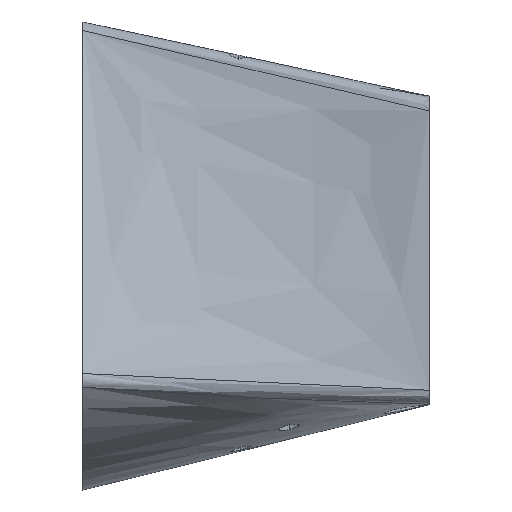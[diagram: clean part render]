
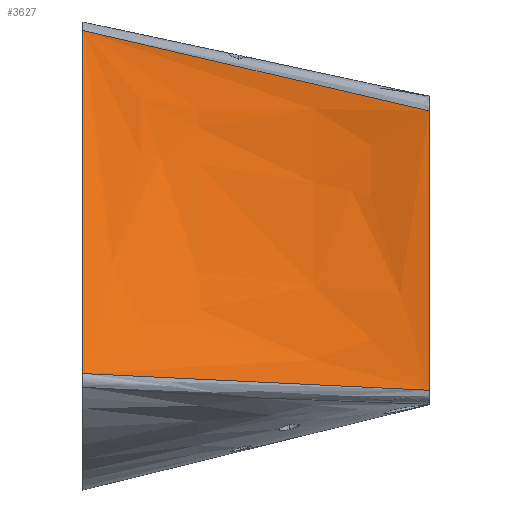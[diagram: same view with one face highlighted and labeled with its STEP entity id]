
A CAD part, top view. The second image highlights one B-rep face of the part: STEP entity #3627.
In plain terms, the highlighted free-form (B-spline) face has degree [3, 3] with [4, 4] control points.
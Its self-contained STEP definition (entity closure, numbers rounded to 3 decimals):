
#29 = CARTESIAN_POINT ( 'NONE',  ( 30., 40.355, 26.481 ) ) ;
#85 = CARTESIAN_POINT ( 'NONE',  ( 30., 0.014, 26.481 ) ) ;
#159 = CARTESIAN_POINT ( 'NONE',  ( 13.333, 30.412, 24.991 ) ) ;
#635 = CARTESIAN_POINT ( 'NONE',  ( -20., 35.903, 22.011 ) ) ;
#645 = CARTESIAN_POINT ( 'NONE',  ( -20., 2.412, 38.549 ) ) ;
#742 = VERTEX_POINT ( 'NONE', #4510 ) ;
#958 = B_SPLINE_SURFACE_WITH_KNOTS ( 'NONE', 3, 3, ( 
 ( #1579, #4894, #2529, #5835 ),
 ( #2998, #159, #3479, #635 ),
 ( #3960, #1102, #4433, #1600 ),
 ( #4919, #2068, #5390, #2554 ) ),
 .UNSPECIFIED., .F., .F., .F.,
 ( 4, 4 ),
 ( 4, 4 ),
 ( 0., 1. ),
 ( 0., 1. ),
 .UNSPECIFIED. ) ;
#980 = CARTESIAN_POINT ( 'NONE',  ( -3.346, 48.21, 18.318 ) ) ;
#1102 = CARTESIAN_POINT ( 'NONE',  ( 13.333, 14.775, 27.83 ) ) ;
#1140 = CARTESIAN_POINT ( 'NONE',  ( -20., 2.412, 38.549 ) ) ;
#1460 = CARTESIAN_POINT ( 'NONE',  ( -20., 52.019, 14.052 ) ) ;
#1500 = CARTESIAN_POINT ( 'NONE',  ( -11.684, 1.965, 36.478 ) ) ;
#1579 = CARTESIAN_POINT ( 'NONE',  ( 30., 42.5, 26.481 ) ) ;
#1600 = CARTESIAN_POINT ( 'NONE',  ( -20., 18.658, 30.527 ) ) ;
#1609 = CARTESIAN_POINT ( 'NONE',  ( -20., 35.483, 22.218 ) ) ;
#1668 = EDGE_CURVE ( 'NONE', #2950, #4900, #4786, .T. ) ;
#1977 = CARTESIAN_POINT ( 'NONE',  ( 0.8, 1.356, 33.395 ) ) ;
#2035 = CARTESIAN_POINT ( 'NONE',  ( -20., 52.019, 14.052 ) ) ;
#2037 = CARTESIAN_POINT ( 'NONE',  ( 30., 26.908, 26.481 ) ) ;
#2068 = CARTESIAN_POINT ( 'NONE',  ( 13.333, -0.863, 30.668 ) ) ;
#2135 = ORIENTED_EDGE ( 'NONE', *, *, #4571, .T. ) ;
#2297 = CARTESIAN_POINT ( 'NONE',  ( 30., 40.355, 26.481 ) ) ;
#2452 = CARTESIAN_POINT ( 'NONE',  ( 13.3, 0.799, 30.37 ) ) ;
#2518 = CARTESIAN_POINT ( 'NONE',  ( 30., 13.461, 26.481 ) ) ;
#2529 = CARTESIAN_POINT ( 'NONE',  ( -3.333, 49.599, 17.823 ) ) ;
#2554 = CARTESIAN_POINT ( 'NONE',  ( -20., 1.412, 39.043 ) ) ;
#2669 = ORIENTED_EDGE ( 'NONE', *, *, #1668, .F. ) ;
#2862 = CARTESIAN_POINT ( 'NONE',  ( 21.652, 42.348, 24.518 ) ) ;
#2925 = CARTESIAN_POINT ( 'NONE',  ( 25.822, 0.231, 27.434 ) ) ;
#2950 = VERTEX_POINT ( 'NONE', #1140 ) ;
#2998 = CARTESIAN_POINT ( 'NONE',  ( 30., 27.667, 26.481 ) ) ;
#3196 = B_SPLINE_CURVE_WITH_KNOTS ( 'NONE', 3,
 ( #4886, #2037, #2518, #5829 ),
 .UNSPECIFIED., .F., .F.,
 ( 4, 4 ),
 ( 0., 1. ),
 .UNSPECIFIED. ) ;
#3220 = B_SPLINE_CURVE_WITH_KNOTS ( 'NONE', 3,
 ( #29, #2862, #3819, #980, #4301, #1460 ),
 .UNSPECIFIED., .F., .F.,
 ( 4, 2, 4 ),
 ( 0., 0.026, 0.053 ),
 .UNSPECIFIED. ) ;
#3479 = CARTESIAN_POINT ( 'NONE',  ( -3.333, 33.157, 23.501 ) ) ;
#3627 = ADVANCED_FACE ( 'NONE', ( #5487 ), #958, .F. ) ;
#3667 = ORIENTED_EDGE ( 'NONE', *, *, #4768, .T. ) ;
#3819 = CARTESIAN_POINT ( 'NONE',  ( 13.317, 44.321, 22.48 ) ) ;
#3857 = CARTESIAN_POINT ( 'NONE',  ( -20., 2.412, 38.549 ) ) ;
#3960 = CARTESIAN_POINT ( 'NONE',  ( 30., 12.833, 26.481 ) ) ;
#4042 = B_SPLINE_CURVE_WITH_KNOTS ( 'NONE', 3,
 ( #3857, #4342, #1500, #4818, #1977, #5296, #2452, #5761, #2925, #85 ),
 .UNSPECIFIED., .F., .F.,
 ( 4, 2, 2, 2, 4 ),
 ( 0., 0.013, 0.026, 0.039, 0.051 ),
 .UNSPECIFIED. ) ;
#4301 = CARTESIAN_POINT ( 'NONE',  ( -11.673, 50.125, 16.194 ) ) ;
#4342 = CARTESIAN_POINT ( 'NONE',  ( -15.842, 2.183, 37.513 ) ) ;
#4433 = CARTESIAN_POINT ( 'NONE',  ( -3.333, 16.716, 29.178 ) ) ;
#4444 = CARTESIAN_POINT ( 'NONE',  ( -20., 18.948, 30.384 ) ) ;
#4510 = CARTESIAN_POINT ( 'NONE',  ( 30., 0.014, 26.481 ) ) ;
#4571 = EDGE_CURVE ( 'NONE', #5814, #4900, #3220, .T. ) ;
#4768 = EDGE_CURVE ( 'NONE', #2950, #742, #4042, .T. ) ;
#4786 = B_SPLINE_CURVE_WITH_KNOTS ( 'NONE', 3,
 ( #645, #4444, #1609, #4930 ),
 .UNSPECIFIED., .F., .F.,
 ( 4, 4 ),
 ( 0., 1. ),
 .UNSPECIFIED. ) ;
#4818 = CARTESIAN_POINT ( 'NONE',  ( -3.362, 1.551, 34.419 ) ) ;
#4886 = CARTESIAN_POINT ( 'NONE',  ( 30., 40.355, 26.481 ) ) ;
#4894 = CARTESIAN_POINT ( 'NONE',  ( 13.333, 46.049, 22.152 ) ) ;
#4900 = VERTEX_POINT ( 'NONE', #2035 ) ;
#4919 = CARTESIAN_POINT ( 'NONE',  ( 30., -2., 26.481 ) ) ;
#4930 = CARTESIAN_POINT ( 'NONE',  ( -20., 52.019, 14.052 ) ) ;
#4989 = EDGE_LOOP ( 'NONE', ( #5599, #2135, #2669, #3667 ) ) ;
#5296 = CARTESIAN_POINT ( 'NONE',  ( 9.132, 0.98, 31.37 ) ) ;
#5390 = CARTESIAN_POINT ( 'NONE',  ( -3.333, 0.275, 34.856 ) ) ;
#5487 = FACE_OUTER_BOUND ( 'NONE', #4989, .T. ) ;
#5599 = ORIENTED_EDGE ( 'NONE', *, *, #6079, .F. ) ;
#5761 = CARTESIAN_POINT ( 'NONE',  ( 21.646, 0.425, 28.401 ) ) ;
#5814 = VERTEX_POINT ( 'NONE', #2297 ) ;
#5829 = CARTESIAN_POINT ( 'NONE',  ( 30., 0.014, 26.481 ) ) ;
#5835 = CARTESIAN_POINT ( 'NONE',  ( -20., 53.148, 13.495 ) ) ;
#6079 = EDGE_CURVE ( 'NONE', #5814, #742, #3196, .T. ) ;
